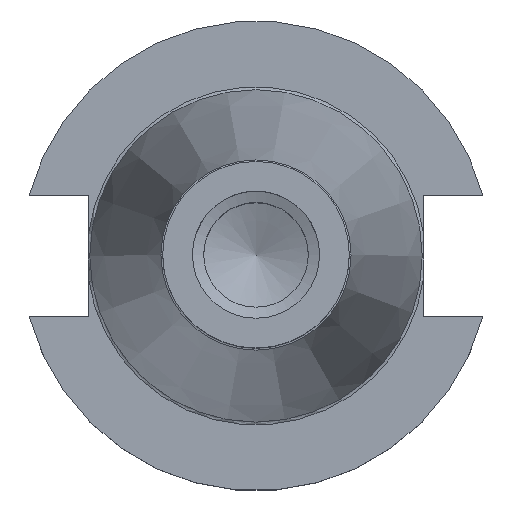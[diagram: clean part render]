
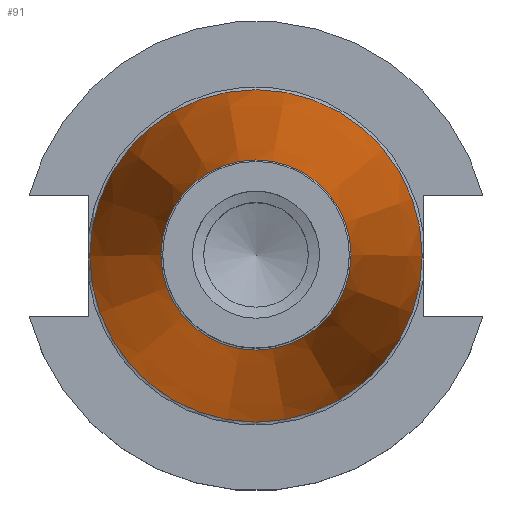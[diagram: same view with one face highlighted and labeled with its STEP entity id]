
A CAD part, top view. The second image highlights one B-rep face of the part: STEP entity #91.
In plain terms, the highlighted conical face has half-angle 8.298 degrees and reference radius 12.687 mm.
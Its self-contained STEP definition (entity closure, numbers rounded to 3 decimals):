
#34=CONICAL_SURFACE('',#450,12.687,8.298);
#51=FACE_BOUND('',#144,.T.);
#52=FACE_BOUND('',#145,.T.);
#91=ADVANCED_FACE('',(#51,#52),#34,.T.);
#144=EDGE_LOOP('',(#233));
#145=EDGE_LOOP('',(#234));
#183=CIRCLE('',#446,22.225);
#184=CIRCLE('',#449,12.713);
#233=ORIENTED_EDGE('',*,*,#351,.T.);
#234=ORIENTED_EDGE('',*,*,#350,.F.);
#308=VERTEX_POINT('',#678);
#309=VERTEX_POINT('',#682);
#350=EDGE_CURVE('',#308,#308,#183,.T.);
#351=EDGE_CURVE('',#309,#309,#184,.T.);
#446=AXIS2_PLACEMENT_3D('',#677,#535,#536);
#449=AXIS2_PLACEMENT_3D('',#681,#541,#542);
#450=AXIS2_PLACEMENT_3D('',#683,#543,#544);
#535=DIRECTION('',(0.,0.,-1.));
#536=DIRECTION('',(-1.,0.,0.));
#541=DIRECTION('',(0.,0.,-1.));
#542=DIRECTION('',(1.,0.,0.));
#543=DIRECTION('',(0.,0.,-1.));
#544=DIRECTION('',(-1.,0.,0.));
#677=CARTESIAN_POINT('',(0.,0.,0.));
#678=CARTESIAN_POINT('',(-22.225,0.,0.));
#681=CARTESIAN_POINT('',(0.,0.,65.221));
#682=CARTESIAN_POINT('',(12.713,0.,65.221));
#683=CARTESIAN_POINT('',(0.,0.,65.4));
